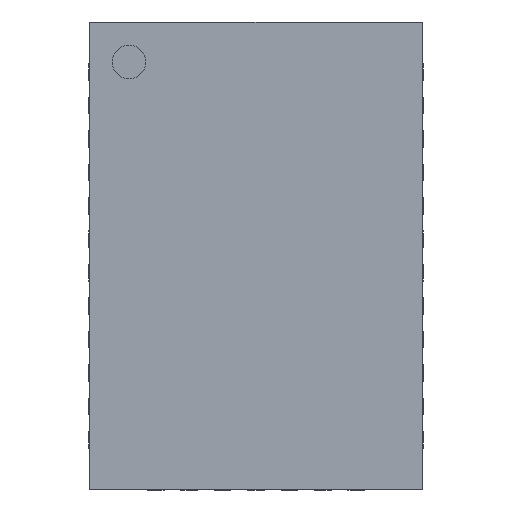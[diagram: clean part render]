
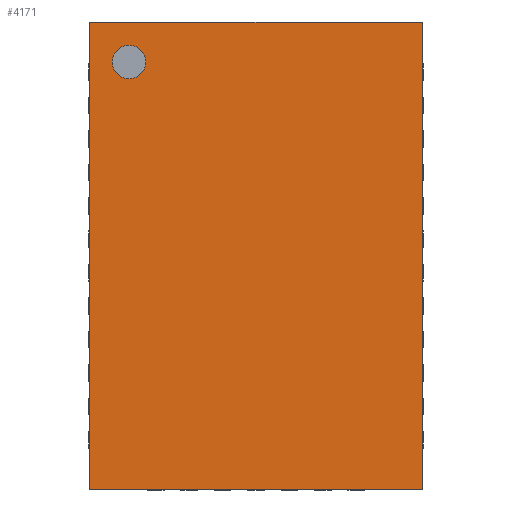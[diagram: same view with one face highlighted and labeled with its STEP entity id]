
A CAD part, top view. The second image highlights one B-rep face of the part: STEP entity #4171.
In plain terms, the highlighted planar face has unit normal (0, 0, 1).
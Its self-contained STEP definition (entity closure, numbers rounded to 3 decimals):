
#13=DIRECTION('',(0.,0.,1.));
#50=DIRECTION('',(0.,0.,-1.));
#153=VECTOR('',#154,1.);
#154=DIRECTION('',(1.,0.,0.));
#160=VECTOR('',#161,1.);
#161=DIRECTION('',(0.,-1.,0.));
#1080=ORIENTED_EDGE('',*,*,#1081,.F.);
#1081=EDGE_CURVE('',#1082,#1084,#1086,.T.);
#1082=VERTEX_POINT('',#1083);
#1083=CARTESIAN_POINT('',(-2.49,3.49,0.77));
#1084=VERTEX_POINT('',#1085);
#1085=CARTESIAN_POINT('',(2.49,3.49,0.77));
#1086=LINE('',#1083,#153);
#1219=ORIENTED_EDGE('',*,*,#1220,.T.);
#1220=EDGE_CURVE('',#1082,#1221,#1223,.T.);
#1221=VERTEX_POINT('',#1222);
#1222=CARTESIAN_POINT('',(-2.49,-3.49,0.77));
#1223=LINE('',#1083,#160);
#2271=EDGE_CURVE('',#1084,#2272,#2274,.T.);
#2272=VERTEX_POINT('',#2273);
#2273=CARTESIAN_POINT('',(2.49,-3.49,0.77));
#2274=LINE('',#1085,#160);
#3108=EDGE_CURVE('',#1221,#2272,#3109,.T.);
#3109=LINE('',#1222,#153);
#4171=ADVANCED_FACE('',(#4172,#4176),#4185,.T.);
#4172=FACE_BOUND('',#4173,.T.);
#4173=EDGE_LOOP('',(#1080,#1219,#4174,#4175));
#4174=ORIENTED_EDGE('',*,*,#3108,.T.);
#4175=ORIENTED_EDGE('',*,*,#2271,.F.);
#4176=FACE_BOUND('',#4177,.T.);
#4177=EDGE_LOOP('',(#4178));
#4178=ORIENTED_EDGE('',*,*,#4179,.T.);
#4179=EDGE_CURVE('',#4180,#4180,#4182,.T.);
#4180=VERTEX_POINT('',#4181);
#4181=CARTESIAN_POINT('',(-1.9,2.65,0.77));
#4182=CIRCLE('',#4183,0.25);
#4183=AXIS2_PLACEMENT_3D('',#4184,#50,#161);
#4184=CARTESIAN_POINT('',(-1.9,2.9,0.77));
#4185=PLANE('',#4186);
#4186=AXIS2_PLACEMENT_3D('',#1083,#13,#161);
